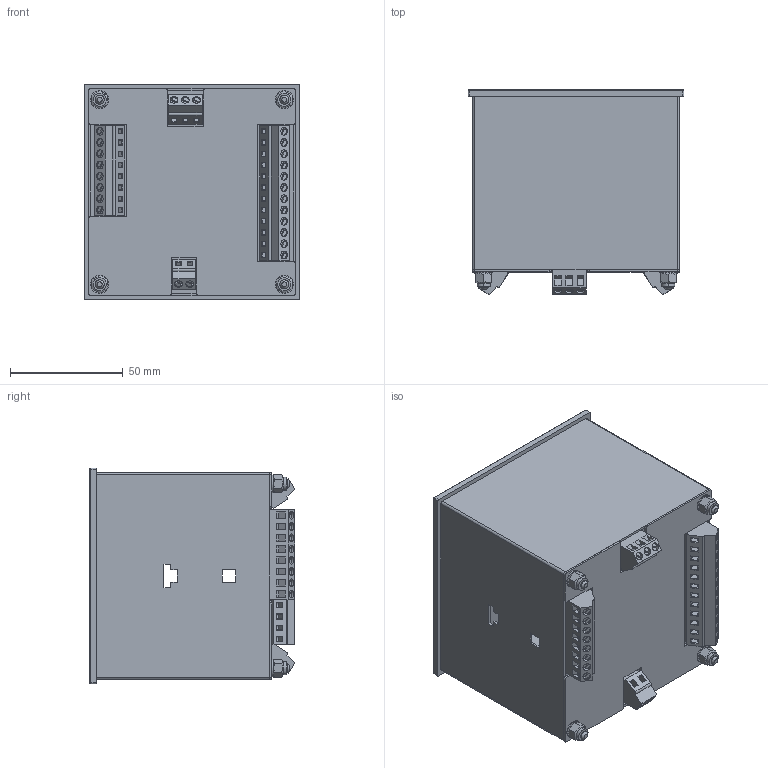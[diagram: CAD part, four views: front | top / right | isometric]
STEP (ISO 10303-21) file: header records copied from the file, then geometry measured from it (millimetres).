
FILE_DESCRIPTION(('TFLEX Exchange Step'),'2;1');
FILE_NAME('3D-модель прибора M64M1.stp', '2020-10-20T21:01:45+05:00',('Алексей'),('Unknown organisation'),'TFLEX Exchange 2019.1','T-FLEX CAD','Unknown authorisation');
FILE_SCHEMA( ('AUTOMOTIVE_DESIGN { 1 0 10303 214 1 1 1 1 }') );
Length unit declared in the file: millimetre
Products named in the file (15): Клемма:3; Клемма; Клемма кр:4; Клемма кр; Клемма:13; Клемма:9; <Гайки стопорные>Гайка ГОСТ Р 50273-92; <Шайбы>Шайба ГОСТ 10450-78; <Шпильки>Шпилька ГОСТ 22038-76; Этикетка:75; Этикетка; Корпус; _M64M1
Assembly tree (45 placements, depth 3):
  _M64M1
    Клемма
      Клемма:3  x2
    Клемма кр
      Клемма кр:4  x3
    Клемма
      Клемма:13  x12
    Клемма
      Клемма:9  x8
    <Гайки стопорные>Гайка ГОСТ Р 50273-92  x4
    <Шайбы>Шайба ГОСТ 10450-78  x4
    <Шпильки>Шпилька ГОСТ 22038-76  x4
    Этикетка
      Этикетка:75  x2
    Корпус
Bounding box: 96 x 91.33 x 96 mm (x, y, z)
Volume: 87343.9 mm3; surface area: 141526.4 mm2
Topology: 123 solids, 123 shells, 2052 faces, 5083 edges, 3326 vertices
Faces by surface type: plane 1621, cylinder 226, bspline 157, cone 28, torus 16, sphere 4
Full cylindrical faces by diameter (mm): 3.242 x4, 3.5 x50
Entity records: 55424 total; most frequent: CARTESIAN_POINT 11597, ORIENTED_EDGE 9136, DIRECTION 8215, EDGE_CURVE 4568, VECTOR 3701, LINE 3701, VERTEX_POINT 2995, AXIS2_PLACEMENT_3D 2257
